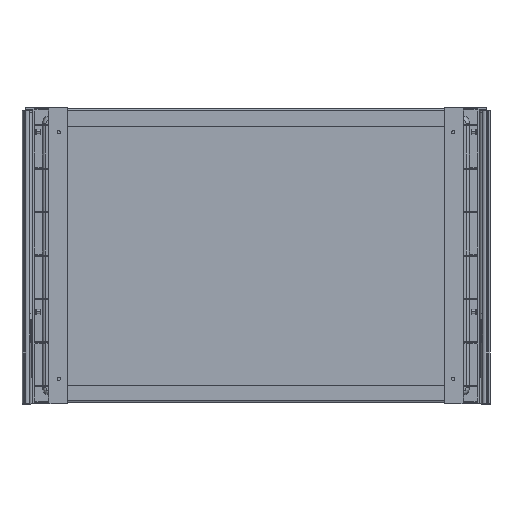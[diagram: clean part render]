
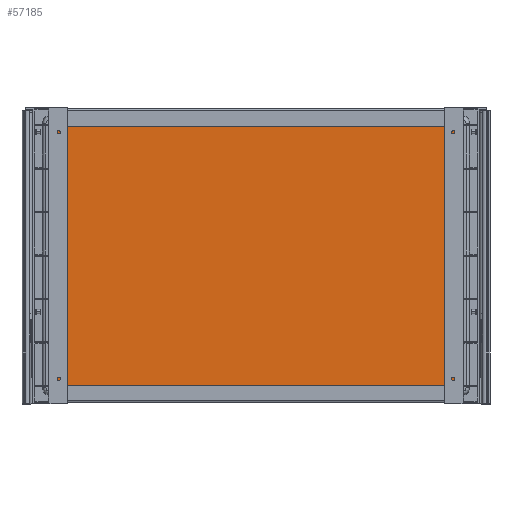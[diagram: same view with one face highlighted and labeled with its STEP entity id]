
A CAD part, front view. The second image highlights one B-rep face of the part: STEP entity #57185.
In plain terms, the highlighted planar face has unit normal (0, -1, 0).
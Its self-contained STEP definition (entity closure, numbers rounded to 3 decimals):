
#1120 = VERTEX_POINT ( 'NONE', #23942 ) ;
#3816 = EDGE_LOOP ( 'NONE', ( #50873, #63464, #46962, #85385 ) ) ;
#6587 = EDGE_CURVE ( 'NONE', #1120, #88441, #30449, .T. ) ;
#11353 = VECTOR ( 'NONE', #109180, 1000. ) ;
#13585 = CARTESIAN_POINT ( 'NONE',  ( -246., 0., -161.5 ) ) ;
#14695 = DIRECTION ( 'NONE',  ( 0., -1., 0. ) ) ;
#23942 = CARTESIAN_POINT ( 'NONE',  ( 246., 0., 161.5 ) ) ;
#28052 = VERTEX_POINT ( 'NONE', #66519 ) ;
#30449 = LINE ( 'NONE', #71175, #95529 ) ;
#39974 = LINE ( 'NONE', #98818, #11353 ) ;
#43825 = DIRECTION ( 'NONE',  ( -1., 0., 0. ) ) ;
#43985 = EDGE_CURVE ( 'NONE', #88441, #125002, #82622, .T. ) ;
#45084 = CARTESIAN_POINT ( 'NONE',  ( -246., 0., -161.5 ) ) ;
#46962 = ORIENTED_EDGE ( 'NONE', *, *, #119661, .F. ) ;
#46985 = CARTESIAN_POINT ( 'NONE',  ( 0., 0., 0. ) ) ;
#49892 = LINE ( 'NONE', #69899, #74011 ) ;
#50873 = ORIENTED_EDGE ( 'NONE', *, *, #6587, .F. ) ;
#55506 = AXIS2_PLACEMENT_3D ( 'NONE', #46985, #14695, #124028 ) ;
#56074 = PLANE ( 'NONE',  #55506 ) ;
#57185 = ADVANCED_FACE ( 'NONE', ( #76078 ), #56074, .T. ) ;
#63464 = ORIENTED_EDGE ( 'NONE', *, *, #100925, .F. ) ;
#66519 = CARTESIAN_POINT ( 'NONE',  ( -246., 0., 161.5 ) ) ;
#68743 = CARTESIAN_POINT ( 'NONE',  ( 246., 0., -161.5 ) ) ;
#69899 = CARTESIAN_POINT ( 'NONE',  ( -246., 0., 161.5 ) ) ;
#71175 = CARTESIAN_POINT ( 'NONE',  ( 246., 0., 161.5 ) ) ;
#74011 = VECTOR ( 'NONE', #107471, 1000. ) ;
#76078 = FACE_OUTER_BOUND ( 'NONE', #3816, .T. ) ;
#81527 = DIRECTION ( 'NONE',  ( 0., 0., -1. ) ) ;
#82622 = LINE ( 'NONE', #45084, #111675 ) ;
#85385 = ORIENTED_EDGE ( 'NONE', *, *, #43985, .F. ) ;
#88441 = VERTEX_POINT ( 'NONE', #68743 ) ;
#95529 = VECTOR ( 'NONE', #81527, 1000. ) ;
#98818 = CARTESIAN_POINT ( 'NONE',  ( -246., 0., 161.5 ) ) ;
#100925 = EDGE_CURVE ( 'NONE', #28052, #1120, #49892, .T. ) ;
#107471 = DIRECTION ( 'NONE',  ( 1., 0., 0. ) ) ;
#109180 = DIRECTION ( 'NONE',  ( 0., 0., 1. ) ) ;
#111675 = VECTOR ( 'NONE', #43825, 1000. ) ;
#119661 = EDGE_CURVE ( 'NONE', #125002, #28052, #39974, .T. ) ;
#124028 = DIRECTION ( 'NONE',  ( 0., 0., -1. ) ) ;
#125002 = VERTEX_POINT ( 'NONE', #13585 ) ;
